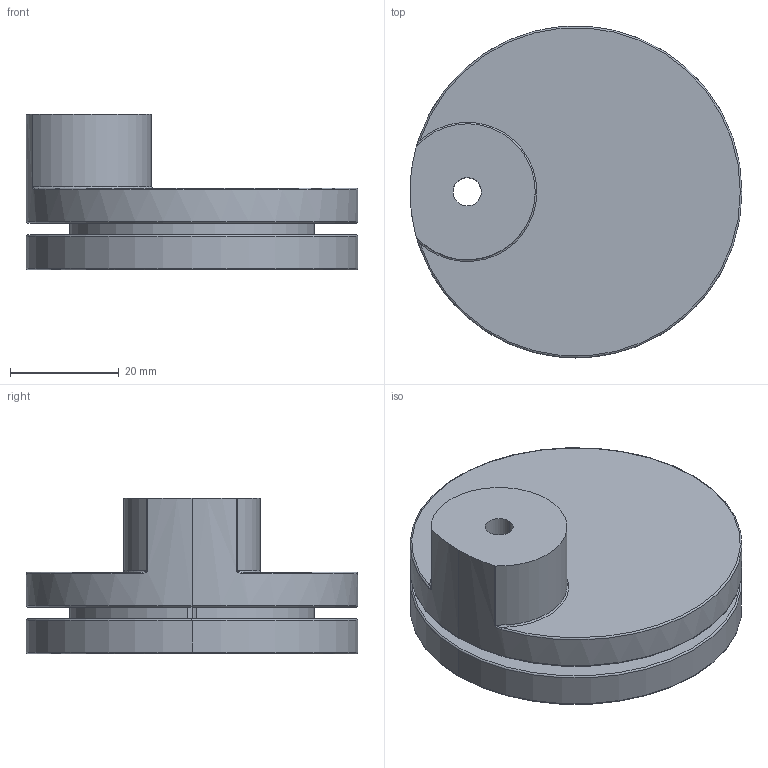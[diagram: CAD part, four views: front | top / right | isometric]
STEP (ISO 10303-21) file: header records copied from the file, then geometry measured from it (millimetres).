
FILE_DESCRIPTION (( 'STEP AP203' ), '1' );
FILE_NAME ('W0003510-84-pheriperal box lock.STEP', '2024-05-27T12:23:17', ( '' ), ( '' ), 'SwSTEP 2.0', 'SolidWorks 2024', '' );
FILE_SCHEMA (( 'CONFIG_CONTROL_DESIGN' ));
Length unit declared in the file: millimetre
Products named in the file (1): W0003510-84-pheriperal box lock
Bounding box: 61 x 61 x 28.6 mm (x, y, z)
Volume: 46303.9 mm3; surface area: 12722.9 mm2
Topology: 1 solids, 1 shells, 32 faces, 74 edges, 45 vertices
Faces by surface type: torus 12, cylinder 12, plane 6, bspline 2
Entity records: 1096 total; most frequent: CARTESIAN_POINT 252, DIRECTION 187, ORIENTED_EDGE 148, AXIS2_PLACEMENT_3D 86, EDGE_CURVE 74, CIRCLE 55, VERTEX_POINT 45, EDGE_LOOP 37
